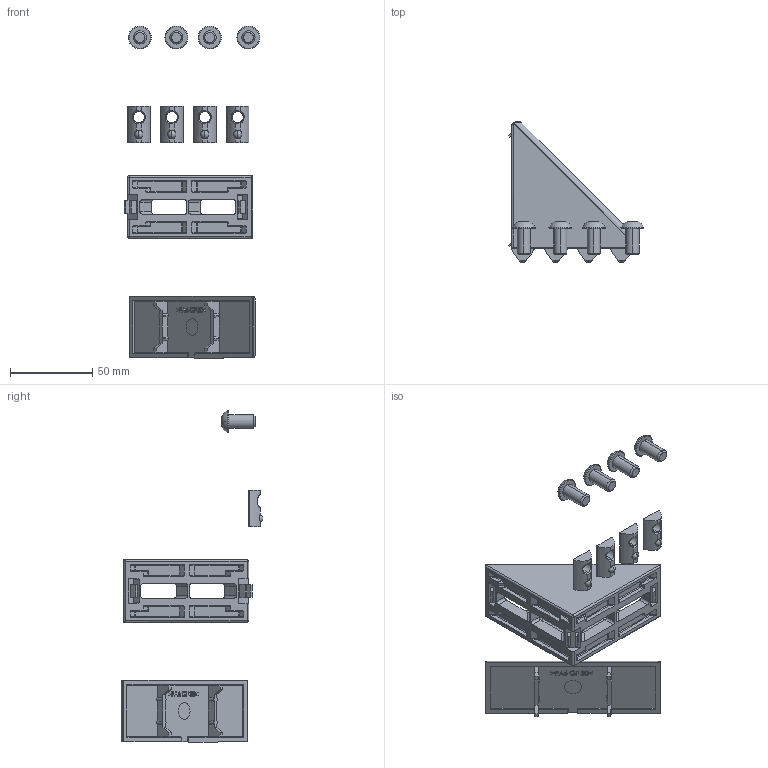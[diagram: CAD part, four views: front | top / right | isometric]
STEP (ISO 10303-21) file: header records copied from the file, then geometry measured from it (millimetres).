
FILE_DESCRIPTION (( 'STEP AP214' ), '1' );
FILE_NAME ('093w802n08s02.STEP', '2015-03-11T15:17:30', ( 'Not-Admin' ), ( 'Hewlett-Packard Company' ), 'SwSTEP 2.0', 'SolidWorks 2014', '' );
FILE_SCHEMA (( 'AUTOMOTIVE_DESIGN' ));
Length unit declared in the file: millimetre
Products named in the file (1): 093w802n08s02
Bounding box: 82.36 x 85.88 x 201.36 mm (x, y, z)
Volume: 63173.1 mm3; surface area: 40495.9 mm2
Topology: 14 solids, 14 shells, 716 faces, 1825 edges, 1122 vertices
Faces by surface type: plane 328, cylinder 203, bspline 69, sphere 50, torus 34, cone 32
Entity records: 33430 total; most frequent: CARTESIAN_POINT 8943, ORIENTED_EDGE 3522, DIRECTION 3237, EDGE_CURVE 1761, VERTEX_POINT 1110, AXIS2_PLACEMENT_3D 1086, VECTOR 1065, LINE 1065
